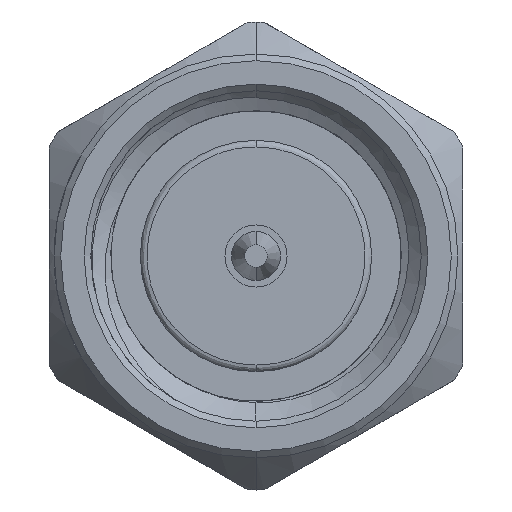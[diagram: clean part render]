
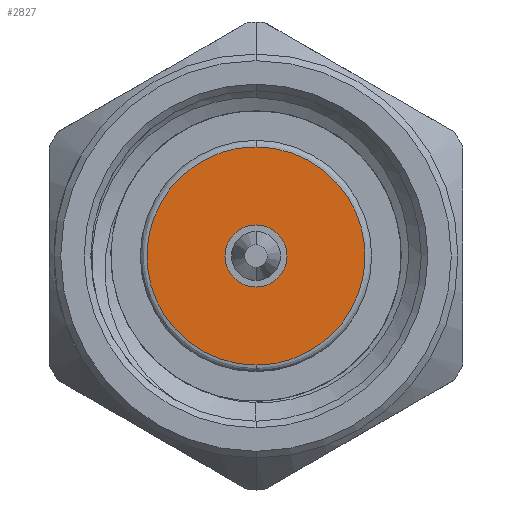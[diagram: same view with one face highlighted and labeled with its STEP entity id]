
A CAD part, left-side view. The second image highlights one B-rep face of the part: STEP entity #2827.
In plain terms, the highlighted planar face has unit normal (-1, 0, 0).
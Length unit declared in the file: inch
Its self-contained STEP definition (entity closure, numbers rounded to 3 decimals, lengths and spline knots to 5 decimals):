
#167 = VERTEX_POINT ( 'NONE', #5081 ) ;
#568 = CARTESIAN_POINT ( 'NONE',  ( 0.11, 0.165, 0.0825 ) ) ;
#590 = AXIS2_PLACEMENT_3D ( 'NONE', #7115, #6001, #2333 ) ;
#1031 = DIRECTION ( 'NONE',  ( 0., 0., -1. ) ) ;
#1162 = CARTESIAN_POINT ( 'NONE',  ( 0.11, 0., 0.0825 ) ) ;
#1270 = ORIENTED_EDGE ( 'NONE', *, *, #9200, .F. ) ;
#1353 = VERTEX_POINT ( 'NONE', #9837 ) ;
#1403 = EDGE_CURVE ( 'NONE', #167, #1353, #11599, .T. ) ;
#1905 = EDGE_CURVE ( 'NONE', #1353, #167, #8641, .T. ) ;
#1932 =( BOUNDED_CURVE ( )  B_SPLINE_CURVE ( 3, ( #1162, #2115, #11701, #8810 ),
 .UNSPECIFIED., .F., .F. ) 
 B_SPLINE_CURVE_WITH_KNOTS ( ( 4, 4 ),
 ( 0., 1. ),
 .UNSPECIFIED. ) 
 CURVE ( )  GEOMETRIC_REPRESENTATION_ITEM ( )  RATIONAL_B_SPLINE_CURVE ( ( 1., 0.333, 0.333, 1. ) ) 
 REPRESENTATION_ITEM ( '' )  );
#2115 = CARTESIAN_POINT ( 'NONE',  ( 0.11, -0.165, 0.0825 ) ) ;
#2333 = DIRECTION ( 'NONE',  ( 0., 0., -1. ) ) ;
#2523 = AXIS2_PLACEMENT_3D ( 'NONE', #11888, #3325, #10833 ) ;
#2654 = CARTESIAN_POINT ( 'NONE',  ( 0.11, 0.165, -0.0825 ) ) ;
#2827 = ADVANCED_FACE ( 'NONE', ( #11136, #8042 ), #6138, .F. ) ;
#2936 = DIRECTION ( 'NONE',  ( -1., 0., 0. ) ) ;
#3325 = DIRECTION ( 'NONE',  ( 1., 0., 0. ) ) ;
#4944 =( BOUNDED_CURVE ( )  B_SPLINE_CURVE ( 3, ( #7443, #2654, #568, #9442 ),
 .UNSPECIFIED., .F., .F. ) 
 B_SPLINE_CURVE_WITH_KNOTS ( ( 4, 4 ),
 ( 0., 1. ),
 .UNSPECIFIED. ) 
 CURVE ( )  GEOMETRIC_REPRESENTATION_ITEM ( )  RATIONAL_B_SPLINE_CURVE ( ( 1., 0.333, 0.333, 1. ) ) 
 REPRESENTATION_ITEM ( '' )  );
#5075 = EDGE_LOOP ( 'NONE', ( #1270, #11732 ) ) ;
#5081 = CARTESIAN_POINT ( 'NONE',  ( 0.11, 0., -0.0235 ) ) ;
#5494 = VERTEX_POINT ( 'NONE', #7860 ) ;
#6001 = DIRECTION ( 'NONE',  ( -1., 0., 0. ) ) ;
#6080 = ORIENTED_EDGE ( 'NONE', *, *, #1403, .F. ) ;
#6138 = PLANE ( 'NONE',  #2523 ) ;
#6526 = EDGE_LOOP ( 'NONE', ( #6080, #7755 ) ) ;
#7115 = CARTESIAN_POINT ( 'NONE',  ( 0.11, 0., 0. ) ) ;
#7443 = CARTESIAN_POINT ( 'NONE',  ( 0.11, 0., -0.0825 ) ) ;
#7755 = ORIENTED_EDGE ( 'NONE', *, *, #1905, .F. ) ;
#7860 = CARTESIAN_POINT ( 'NONE',  ( 0.11, 0., 0.0825 ) ) ;
#8042 = FACE_OUTER_BOUND ( 'NONE', #5075, .T. ) ;
#8483 = VERTEX_POINT ( 'NONE', #9419 ) ;
#8641 = CIRCLE ( 'NONE', #590, 0.0235 ) ;
#8687 = CARTESIAN_POINT ( 'NONE',  ( 0.11, 0., 0. ) ) ;
#8810 = CARTESIAN_POINT ( 'NONE',  ( 0.11, 0., -0.0825 ) ) ;
#9200 = EDGE_CURVE ( 'NONE', #8483, #5494, #4944, .T. ) ;
#9419 = CARTESIAN_POINT ( 'NONE',  ( 0.11, 0., -0.0825 ) ) ;
#9442 = CARTESIAN_POINT ( 'NONE',  ( 0.11, 0., 0.0825 ) ) ;
#9837 = CARTESIAN_POINT ( 'NONE',  ( 0.11, 0., 0.0235 ) ) ;
#10151 = EDGE_CURVE ( 'NONE', #5494, #8483, #1932, .T. ) ;
#10833 = DIRECTION ( 'NONE',  ( 0., 0., -1. ) ) ;
#11136 = FACE_BOUND ( 'NONE', #6526, .T. ) ;
#11555 = AXIS2_PLACEMENT_3D ( 'NONE', #8687, #2936, #1031 ) ;
#11599 = CIRCLE ( 'NONE', #11555, 0.0235 ) ;
#11701 = CARTESIAN_POINT ( 'NONE',  ( 0.11, -0.165, -0.0825 ) ) ;
#11732 = ORIENTED_EDGE ( 'NONE', *, *, #10151, .F. ) ;
#11888 = CARTESIAN_POINT ( 'NONE',  ( 0.11, 0., 0. ) ) ;
